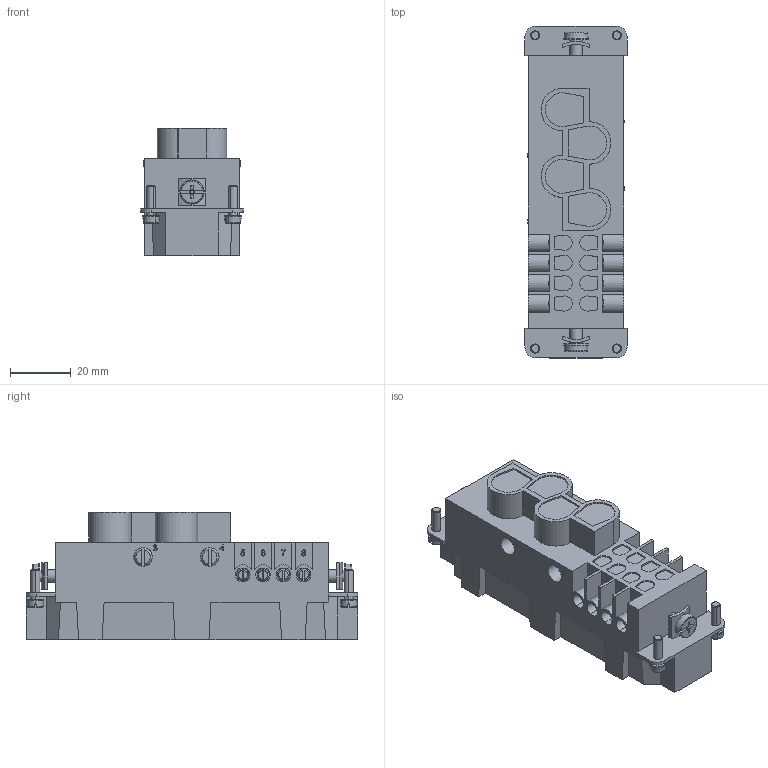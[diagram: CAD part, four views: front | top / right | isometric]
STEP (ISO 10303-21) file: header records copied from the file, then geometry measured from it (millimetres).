
FILE_DESCRIPTION(/* description */ (''),/* implementation_level */ '2;1');
FILE_NAME(/* name */ 'C146_10A012_100_13.stp',/* time_stamp */ '2016-04-11T09:50:25+02:00',/* author */ (''),/* organization */ (''),/* preprocessor_version */ 'ST-DEVELOPER v15',/* originating_system */ 'SIEMENS PLM Software NX 9.0',/* authorisation */ '');
FILE_SCHEMA (('CONFIG_CONTROL_DESIGN'));
Length unit declared in the file: millimetre
Products named in the file (1): c146 10a012 100 13nxm001-02
Bounding box: 33.8 x 109.7 x 42 mm (x, y, z)
Volume: 73583 mm3; surface area: 26043.8 mm2
Topology: 1 solids, 1 shells, 1143 faces, 2927 edges, 1938 vertices
Faces by surface type: plane 697, extrusion 166, cylinder 156, cone 96, torus 16, sphere 8, bspline 4
Full cylindrical faces by diameter (mm): 2.5 x8, 4 x4, 6 x4, 6.2 x4, 8 x2
Entity records: 39230 total; most frequent: CARTESIAN_POINT 13606, ORIENTED_EDGE 5714, DIRECTION 4315, EDGE_CURVE 2857, VERTEX_POINT 1902, VECTOR 1523, AXIS2_PLACEMENT_3D 1396, LINE 1357
